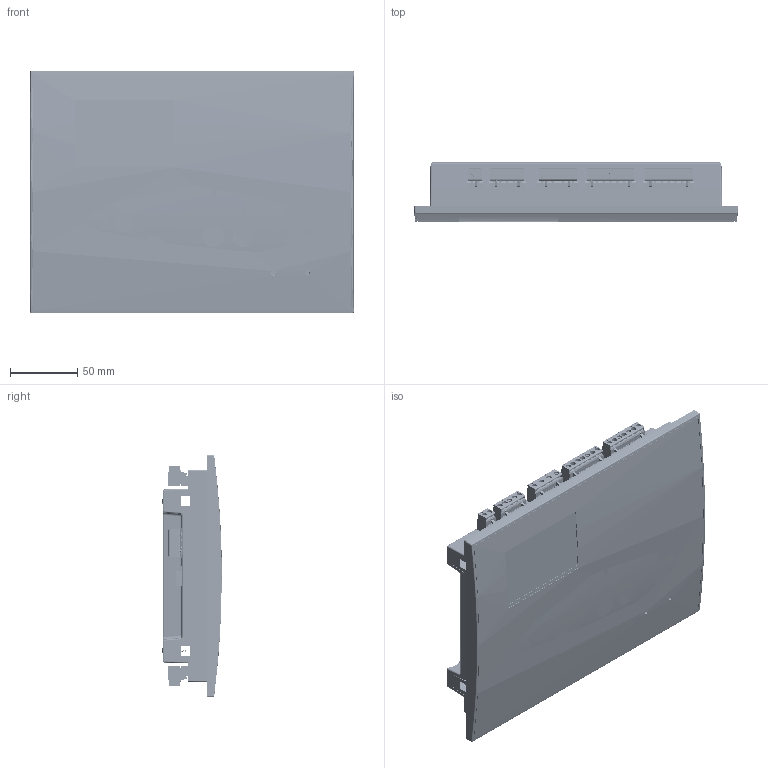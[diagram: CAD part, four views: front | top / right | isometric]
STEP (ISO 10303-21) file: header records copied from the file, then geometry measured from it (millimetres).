
FILE_DESCRIPTION(/* description */ (''),/* implementation_level */ '2;1');
FILE_NAME(/* name */ 'FILE_STP_CAD_DRAWING_RGK700_CATALOG_prt.stp',/* time_stamp */ '2020-11-09T17:06:57+01:00',/* author */ (''),/* organization */ (''),/* preprocessor_version */ 'ST-DEVELOPER v16.7',/* originating_system */ 'SIEMENS PLM Software NX 12.0',/* authorisation */ '');
FILE_SCHEMA (('AUTOMOTIVE_DESIGN { 1 0 10303 214 3 1 1 1 }'));
Products named in the file (1): RGK700_CATALOG
Bounding box: 240 x 44.32 x 180 mm (x, y, z)
Surface area: 361505.6 mm2 (no closed solid volume)
Topology: 0 solids, 271 shells, 7727 faces, 23123 edges, 15782 vertices
Faces by surface type: plane 5934, cylinder 1402, cone 160, sphere 143, bspline 78, torus 10
Full cylindrical faces by diameter (mm): 1.5 x1, 1.53 x62, 2.8 x9, 3 x209, 3.1 x2, 3.821 x39, 4 x79
Entity records: 262074 total; most frequent: CARTESIAN_POINT 56122, ORIENTED_EDGE 40862, DIRECTION 40411, EDGE_CURVE 22200, LINE 16663, VECTOR 16663, VERTEX_POINT 15549, AXIS2_PLACEMENT_3D 11874
